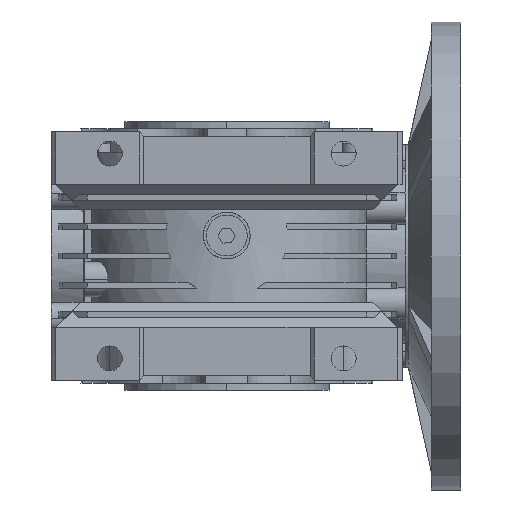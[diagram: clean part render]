
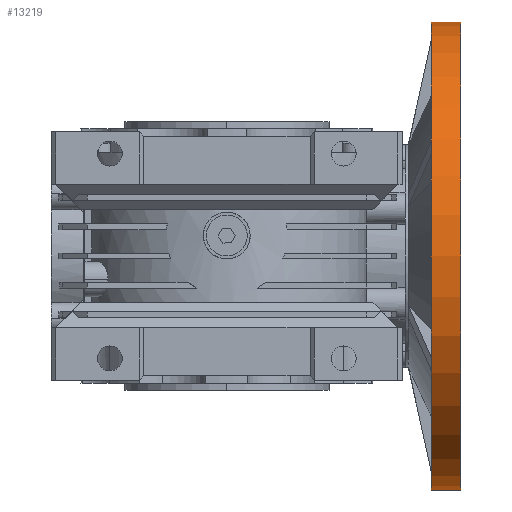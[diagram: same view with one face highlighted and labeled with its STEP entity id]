
A CAD part, front view. The second image highlights one B-rep face of the part: STEP entity #13219.
In plain terms, the highlighted cylindrical face has radius 80.03 mm (diameter 160.06 mm), a partial arc.
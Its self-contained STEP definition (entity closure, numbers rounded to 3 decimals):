
#18 = CARTESIAN_POINT ( 'NONE',  ( 80., 50., 80.03 ) ) ;
#813 = EDGE_CURVE ( 'NONE', #26739, #14258, #8718, .T. ) ;
#1027 = AXIS2_PLACEMENT_3D ( 'NONE', #13914, #21749, #16463 ) ;
#1856 = CARTESIAN_POINT ( 'NONE',  ( 80., 50., -80.03 ) ) ;
#2640 = LINE ( 'NONE', #27490, #23817 ) ;
#2736 = ORIENTED_EDGE ( 'NONE', *, *, #28724, .T. ) ;
#3741 = FACE_OUTER_BOUND ( 'NONE', #8189, .T. ) ;
#4827 = ORIENTED_EDGE ( 'NONE', *, *, #11579, .T. ) ;
#5870 = AXIS2_PLACEMENT_3D ( 'NONE', #23479, #8890, #20413 ) ;
#6722 = DIRECTION ( 'NONE',  ( 0., 0., 1. ) ) ;
#8189 = EDGE_LOOP ( 'NONE', ( #10149, #4827, #2736, #15669 ) ) ;
#8270 = EDGE_CURVE ( 'NONE', #27195, #14258, #2640, .T. ) ;
#8718 = CIRCLE ( 'NONE', #1027, 80.03 ) ;
#8890 = DIRECTION ( 'NONE',  ( -1., 0., 0. ) ) ;
#10149 = ORIENTED_EDGE ( 'NONE', *, *, #8270, .F. ) ;
#10203 = CARTESIAN_POINT ( 'NONE',  ( 70., 50., -80.03 ) ) ;
#11056 = VERTEX_POINT ( 'NONE', #18626 ) ;
#11579 = EDGE_CURVE ( 'NONE', #27195, #11056, #15999, .T. ) ;
#12034 = VECTOR ( 'NONE', #19589, 1000. ) ;
#12751 = DIRECTION ( 'NONE',  ( -1., 0., 0. ) ) ;
#13219 = ADVANCED_FACE ( 'NONE', ( #3741 ), #30838, .T. ) ;
#13914 = CARTESIAN_POINT ( 'NONE',  ( 70., 50., 0. ) ) ;
#14258 = VERTEX_POINT ( 'NONE', #10203 ) ;
#14474 = AXIS2_PLACEMENT_3D ( 'NONE', #24175, #24035, #6722 ) ;
#15669 = ORIENTED_EDGE ( 'NONE', *, *, #813, .T. ) ;
#15999 = CIRCLE ( 'NONE', #14474, 80.03 ) ;
#16463 = DIRECTION ( 'NONE',  ( 0., 0., 1. ) ) ;
#18626 = CARTESIAN_POINT ( 'NONE',  ( 80., 50., 80.03 ) ) ;
#19589 = DIRECTION ( 'NONE',  ( -1., 0., 0. ) ) ;
#20413 = DIRECTION ( 'NONE',  ( 0., 0., 1. ) ) ;
#21749 = DIRECTION ( 'NONE',  ( 1., 0., 0. ) ) ;
#23479 = CARTESIAN_POINT ( 'NONE',  ( 80., 50., 0. ) ) ;
#23545 = CARTESIAN_POINT ( 'NONE',  ( 70., 50., 80.03 ) ) ;
#23817 = VECTOR ( 'NONE', #12751, 1000. ) ;
#24035 = DIRECTION ( 'NONE',  ( -1., 0., 0. ) ) ;
#24175 = CARTESIAN_POINT ( 'NONE',  ( 80., 50., 0. ) ) ;
#26739 = VERTEX_POINT ( 'NONE', #23545 ) ;
#27195 = VERTEX_POINT ( 'NONE', #1856 ) ;
#27490 = CARTESIAN_POINT ( 'NONE',  ( 80., 50., -80.03 ) ) ;
#28724 = EDGE_CURVE ( 'NONE', #11056, #26739, #31495, .T. ) ;
#30838 = CYLINDRICAL_SURFACE ( 'NONE', #5870, 80.03 ) ;
#31495 = LINE ( 'NONE', #18, #12034 ) ;
